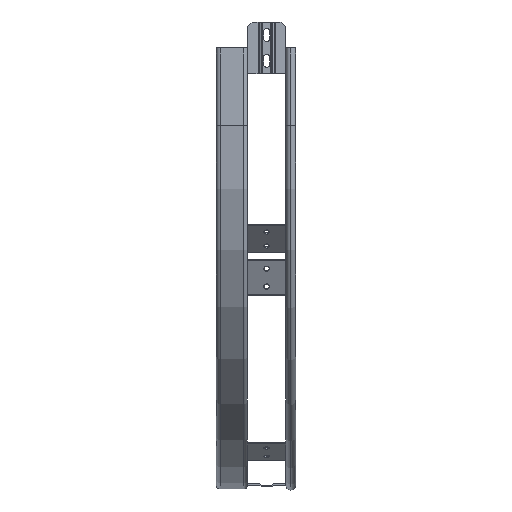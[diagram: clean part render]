
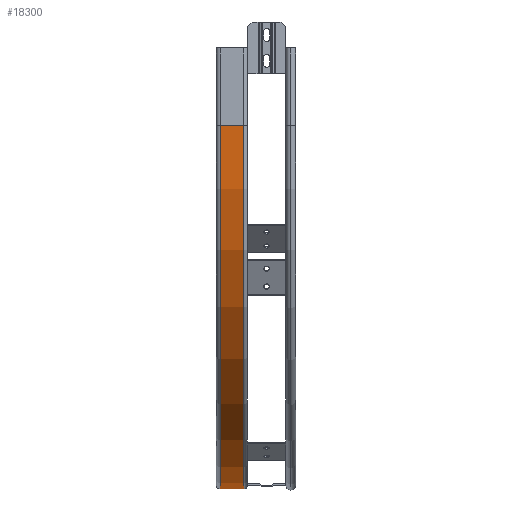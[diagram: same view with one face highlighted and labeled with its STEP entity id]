
A CAD part, left-side view. The second image highlights one B-rep face of the part: STEP entity #18300.
In plain terms, the highlighted cylindrical face has radius 700 mm (diameter 1400 mm), a partial arc.
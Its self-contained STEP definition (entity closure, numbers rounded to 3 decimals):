
#188 = VERTEX_POINT ( 'NONE', #18585 ) ;
#217 = ORIENTED_EDGE ( 'NONE', *, *, #5450, .F. ) ;
#597 = ORIENTED_EDGE ( 'NONE', *, *, #7282, .T. ) ;
#773 = CIRCLE ( 'NONE', #13763, 700. ) ;
#990 = CARTESIAN_POINT ( 'NONE',  ( 315., 22.5, -850. ) ) ;
#1670 = AXIS2_PLACEMENT_3D ( 'NONE', #5279, #22290, #12239 ) ;
#2273 = DIRECTION ( 'NONE',  ( 1., 0., 0. ) ) ;
#2405 = DIRECTION ( 'NONE',  ( 0., 1., 0. ) ) ;
#2453 = CARTESIAN_POINT ( 'NONE',  ( 315., -22.5, -150. ) ) ;
#2569 = LINE ( 'NONE', #11536, #19783 ) ;
#2946 = DIRECTION ( 'NONE',  ( 0., 1., 0. ) ) ;
#2995 = CARTESIAN_POINT ( 'NONE',  ( -385., 6.791, -150. ) ) ;
#3232 = FACE_OUTER_BOUND ( 'NONE', #13487, .T. ) ;
#3579 = ORIENTED_EDGE ( 'NONE', *, *, #5513, .F. ) ;
#4483 = CIRCLE ( 'NONE', #16566, 700. ) ;
#5279 = CARTESIAN_POINT ( 'NONE',  ( 315., 0., -150. ) ) ;
#5408 = CARTESIAN_POINT ( 'NONE',  ( -385., -22.5, -150. ) ) ;
#5450 = EDGE_CURVE ( 'NONE', #22353, #18799, #2569, .T. ) ;
#5513 = EDGE_CURVE ( 'NONE', #18799, #188, #773, .T. ) ;
#6035 = EDGE_CURVE ( 'NONE', #22353, #19016, #4483, .T. ) ;
#7282 = EDGE_CURVE ( 'NONE', #19016, #188, #9406, .T. ) ;
#9406 = LINE ( 'NONE', #2995, #11739 ) ;
#11433 = DIRECTION ( 'NONE',  ( 0., 1., 0. ) ) ;
#11536 = CARTESIAN_POINT ( 'NONE',  ( 315., 6.791, -850. ) ) ;
#11739 = VECTOR ( 'NONE', #2946, 1000. ) ;
#12239 = DIRECTION ( 'NONE',  ( 1., 0., 0. ) ) ;
#13487 = EDGE_LOOP ( 'NONE', ( #217, #21254, #597, #3579 ) ) ;
#13763 = AXIS2_PLACEMENT_3D ( 'NONE', #22063, #22092, #21428 ) ;
#14716 = CARTESIAN_POINT ( 'NONE',  ( 315., -22.5, -850. ) ) ;
#15948 = CYLINDRICAL_SURFACE ( 'NONE', #1670, 700. ) ;
#16566 = AXIS2_PLACEMENT_3D ( 'NONE', #2453, #2405, #2273 ) ;
#18300 = ADVANCED_FACE ( 'NONE', ( #3232 ), #15948, .T. ) ;
#18585 = CARTESIAN_POINT ( 'NONE',  ( -385., 22.5, -150. ) ) ;
#18799 = VERTEX_POINT ( 'NONE', #990 ) ;
#19016 = VERTEX_POINT ( 'NONE', #5408 ) ;
#19783 = VECTOR ( 'NONE', #11433, 1000. ) ;
#21254 = ORIENTED_EDGE ( 'NONE', *, *, #6035, .T. ) ;
#21428 = DIRECTION ( 'NONE',  ( 1., 0., 0. ) ) ;
#22063 = CARTESIAN_POINT ( 'NONE',  ( 315., 22.5, -150. ) ) ;
#22092 = DIRECTION ( 'NONE',  ( 0., 1., 0. ) ) ;
#22290 = DIRECTION ( 'NONE',  ( 0., 1., 0. ) ) ;
#22353 = VERTEX_POINT ( 'NONE', #14716 ) ;
